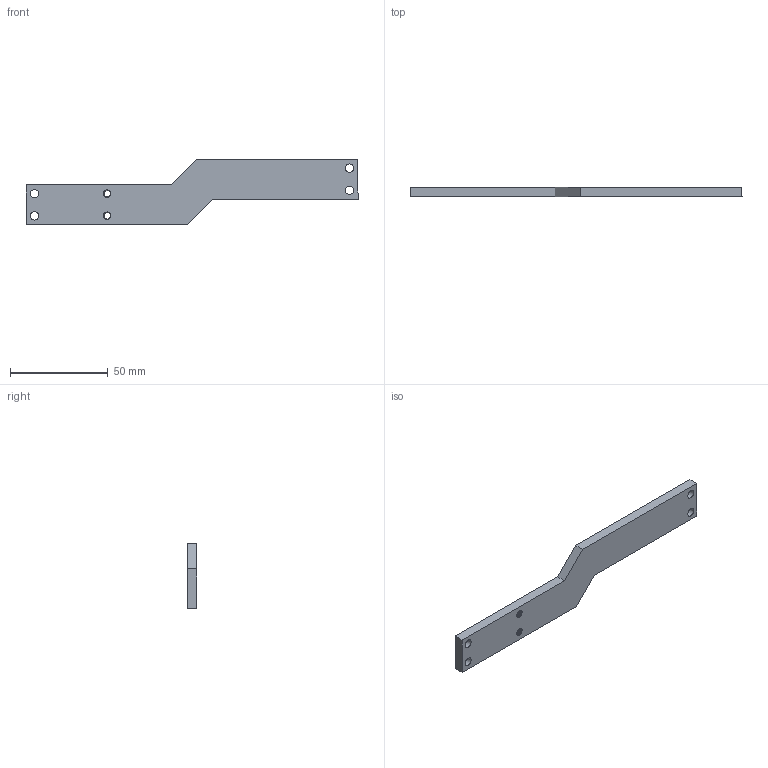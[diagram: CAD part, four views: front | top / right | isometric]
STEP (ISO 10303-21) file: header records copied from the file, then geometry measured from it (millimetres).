
FILE_DESCRIPTION(/* description */ (''),/* implementation_level */ '2;1');
FILE_NAME(/* name */ 'part3.step',/* time_stamp */ '2018-08-22T01:42:14+02:00',/* author */ (''),/* organization */ (''),/* preprocessor_version */ 'ST-DEVELOPER v17',/* originating_system */ 'Autodesk Translation Framework v7.1.0.215',/* authorisation */ '');
FILE_SCHEMA (('AUTOMOTIVE_DESIGN { 1 0 10303 214 3 1 1 }'));
Length unit declared in the file: millimetre
Products named in the file (1): Top Frame bracket
Bounding box: 169.43 x 5 x 33.3 mm (x, y, z)
Volume: 17240.1 mm3; surface area: 9325.5 mm2
Topology: 1 solids, 1 shells, 58 faces, 164 edges, 108 vertices
Faces by surface type: cylinder 40, plane 10, cone 4, bspline 4
Full cylindrical faces by diameter (mm): 3.332 x16, 4.109 x14, 4.3 x4
Entity records: 4124 total; most frequent: CARTESIAN_POINT 2683, ORIENTED_EDGE 328, DIRECTION 230, EDGE_CURVE 164, VERTEX_POINT 108, AXIS2_PLACEMENT_3D 83, B_SPLINE_CURVE_WITH_KNOTS 72, EDGE_LOOP 70
